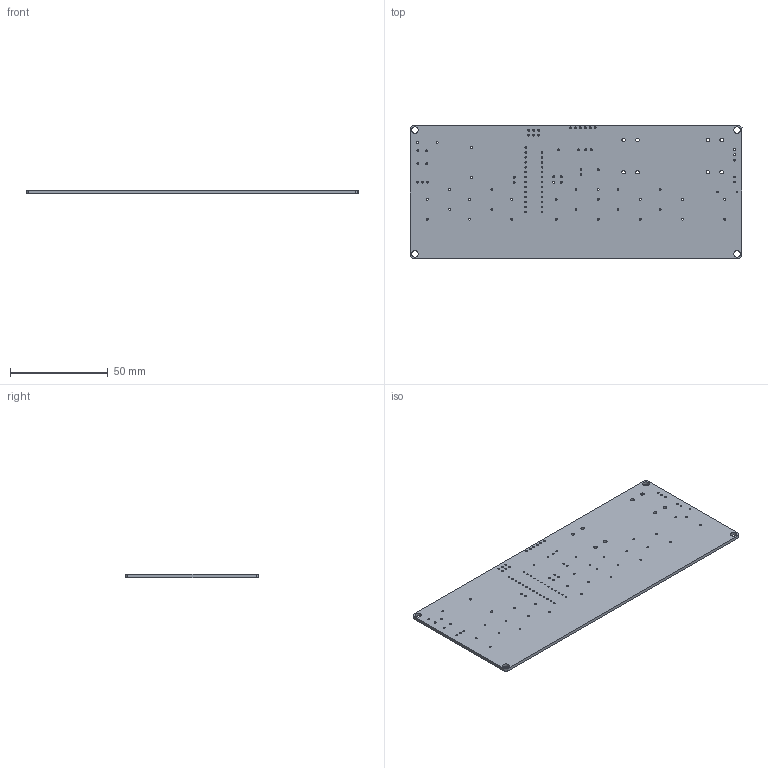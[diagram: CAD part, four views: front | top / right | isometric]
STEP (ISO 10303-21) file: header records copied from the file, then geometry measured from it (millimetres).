
FILE_DESCRIPTION(('KiCad electronic assembly'),'2;1');
FILE_NAME('kicadBoard.step','2022-11-06T06:48:20',('Pcbnew'),('Kicad'), 'Open CASCADE STEP processor 7.6','KiCad to STEP converter','Unknown' );
FILE_SCHEMA(('AUTOMOTIVE_DESIGN { 1 0 10303 214 1 1 1 1 }'));
Length unit declared in the file: millimetre
Products named in the file (2): kicadBoard 1; _autosave-kicadBoard PCB
Assembly tree (1 placements, depth 2):
  kicadBoard 1
    _autosave-kicadBoard PCB
Bounding box: 170.18 x 68.58 x 1.6 mm (x, y, z)
Volume: 18476 mm3; surface area: 24438.7 mm2
Topology: 1 solids, 1 shells, 119 faces, 351 edges, 234 vertices
Faces by surface type: cylinder 109, plane 10
Full cylindrical faces by diameter (mm): 0.8 x27, 0.813 x4, 0.9 x34, 1.016 x30, 1.143 x2, 1.854 x8, 3.302 x4
Entity records: 9149 total; most frequent: DIRECTION 1513, CARTESIAN_POINT 1408, ORIENTED_EDGE 702, PCURVE 702, DEFINITIONAL_REPRESENTATION 702, LINE 617, VECTOR 617, CIRCLE 436
